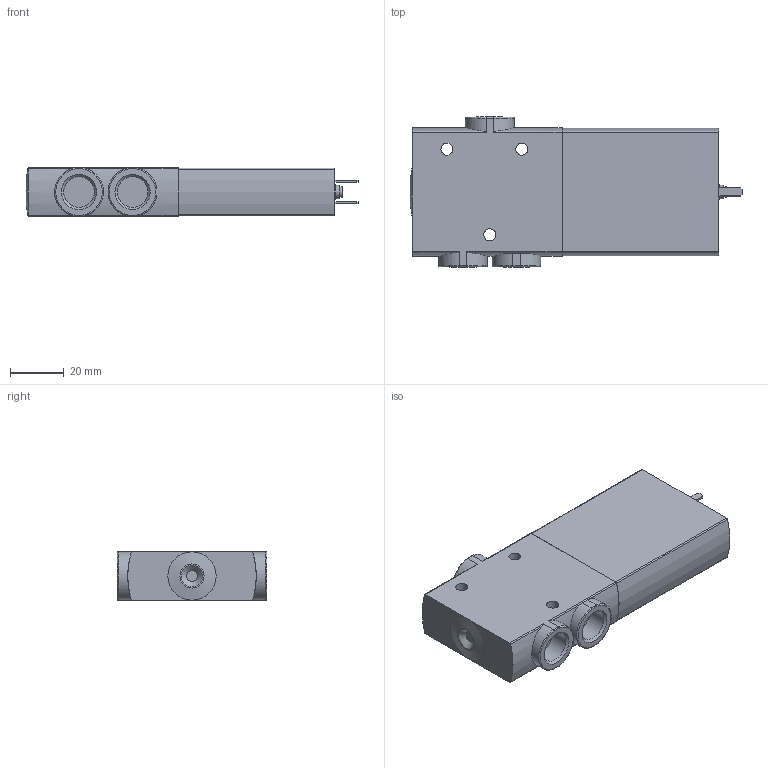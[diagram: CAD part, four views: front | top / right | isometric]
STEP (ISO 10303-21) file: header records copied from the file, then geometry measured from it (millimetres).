
FILE_DESCRIPTION(/* description */ ('STEP AP214'),/* implementation_level */ '2;1');
FILE_NAME(/* name */ '525207_MHE4-MS1H-3_2O-1_4',/* time_stamp */ '2024-09-05T14:23:10+02:00',/* author */ ('License CC BY-ND 4.0'),/* organization */ ('CADENAS'),/* preprocessor_version */ 'ST-DEVELOPER v19.3',/* originating_system */ 'PARTsolutions',/* authorisation */ ' ');
FILE_SCHEMA (('AUTOMOTIVE_DESIGN {1 0 10303 214 3 1 1}'));
Length unit declared in the file: millimetre
Products named in the file (1): 525207 MHE4-MS1H-3/2O-1/4
Bounding box: 124 x 56 x 18 mm (x, y, z)
Volume: 96515.5 mm3; surface area: 18676.5 mm2
Topology: 1 solids, 1 shells, 90 faces, 213 edges, 136 vertices
Faces by surface type: cylinder 40, plane 37, torus 7, cone 6
Full cylindrical faces by diameter (mm): 2.013 x1, 2.5 x1, 3.8 x1, 4.5 x3, 5 x1, 11.445 x3
Entity records: 3223 total; most frequent: CARTESIAN_POINT 555, DIRECTION 418, ORIENTED_EDGE 386, EDGE_CURVE 193, AXIS2_PLACEMENT_3D 160, VERTEX_POINT 133, EDGE_LOOP 124, FACE_BOUND 124
